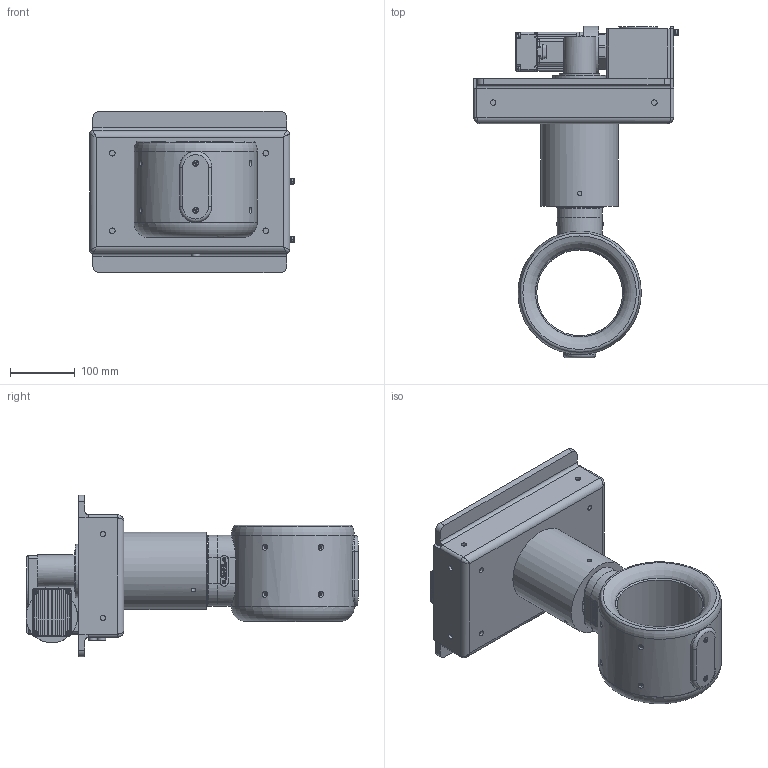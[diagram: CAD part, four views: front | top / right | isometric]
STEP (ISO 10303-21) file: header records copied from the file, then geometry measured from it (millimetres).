
FILE_DESCRIPTION (( 'STEP AP214' ), '1' );
FILE_NAME ('P-087-030-rev-H-M133-MS.STEP', '2026-03-06T14:57:12', ( '' ), ( '' ), 'SwSTEP 2.0', 'SolidWorks 2024', '' );
FILE_SCHEMA (( 'AUTOMOTIVE_DESIGN' ));
Length unit declared in the file: millimetre
Products named in the file (1): P-087-030-rev-H-M133-MS
Bounding box: 317 x 514.63 x 250 mm (x, y, z)
Volume: 9738410.9 mm3; surface area: 533266.4 mm2
Topology: 1 solids, 1 shells, 1279 faces, 3222 edges, 2038 vertices
Faces by surface type: plane 771, cylinder 249, bspline 148, torus 57, cone 50, sphere 4
Full cylindrical faces by diameter (mm): 3.2 x2, 3.3 x8, 4.5 x8, 5.5 x4, 5.7 x4, 6 x2, 6.8 x3, 7.64 x2, 8.5 x18, 10 x2, 13 x2, 50 x1, 60 x1, 80 x1, 120 x1, 133 x1, 191 x1
Entity records: 52997 total; most frequent: CARTESIAN_POINT 13015, ORIENTED_EDGE 6050, DIRECTION 5310, EDGE_CURVE 3025, VERTEX_POINT 1972, AXIS2_PLACEMENT_3D 1812, LINE 1686, VECTOR 1686
